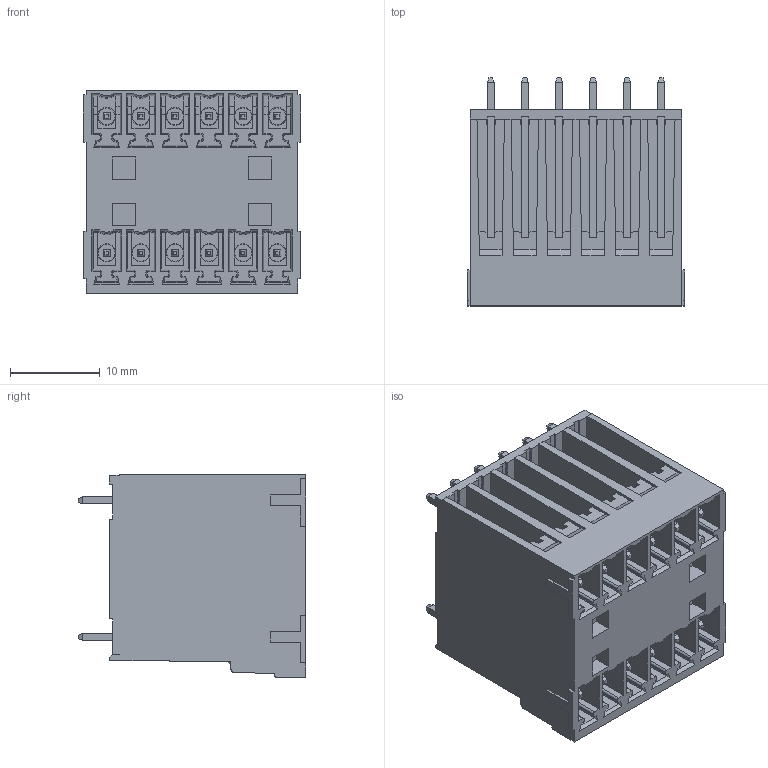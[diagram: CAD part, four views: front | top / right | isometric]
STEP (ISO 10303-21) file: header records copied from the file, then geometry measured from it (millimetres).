
FILE_DESCRIPTION((''),'2;1');
FILE_NAME('WJ15EDGVH-381-2X06P','2017-03-15T',('QZY'),(''),'CREO PARAMETRIC BY PTC INC, 2014440','CREO PARAMETRIC BY PTC INC, 2014440','');
FILE_SCHEMA(('CONFIG_CONTROL_DESIGN'));
Length unit declared in the file: millimetre
Products named in the file (1): WJ15EDGVH-381-2X06P
Bounding box: 24.25 x 25.45 x 22.7 mm (x, y, z)
Volume: 8065.9 mm3; surface area: 8510.1 mm2
Topology: 1 solids, 1 shells, 1194 faces, 3330 edges, 2138 vertices
Faces by surface type: plane 1068, cone 96, cylinder 24, sphere 6
Entity records: 37690 total; most frequent: CARTESIAN_POINT 7021, ORIENTED_EDGE 6648, DIRECTION 5860, EDGE_CURVE 3324, VECTOR 3038, LINE 3038, VERTEX_POINT 2138, AXIS2_PLACEMENT_3D 1411
